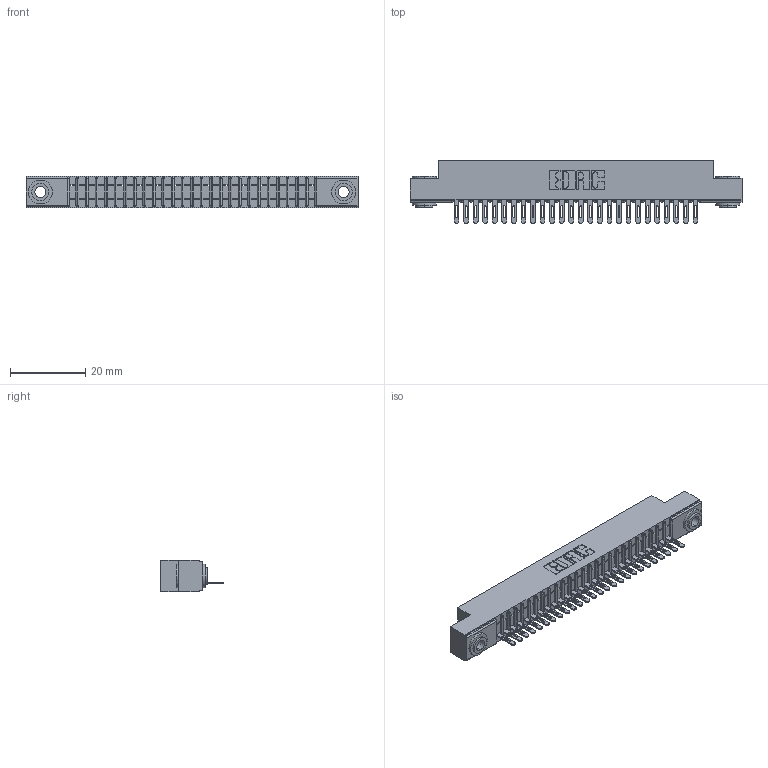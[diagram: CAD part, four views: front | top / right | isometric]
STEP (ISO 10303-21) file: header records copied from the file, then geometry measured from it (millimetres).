
FILE_DESCRIPTION (( 'STEP AP203' ), '1' );
FILE_NAME ('341-026-500-103.STEP', '2018-08-06T18:28:12', ( '' ), ( '' ), 'SwSTEP 2.0', 'SolidWorks 2016', '' );
FILE_SCHEMA (( 'CONFIG_CONTROL_DESIGN' ));
Length unit declared in the file: inch
Products named in the file (4): 341 Part_.156 (3.96) Dia Mounting Holes; 341-292-001_341-292-100; 345-250-002_345-250-002-102; 341-026-500-103
Assembly tree (29 placements, depth 2):
  341-026-500-103
    341 Part_.156 (3.96) Dia Mounting Holes
    341-292-001_341-292-100  x26
    345-250-002_345-250-002-102  x2
Bounding box: 88.27 x 16.69 x 8.38 mm (x, y, z)
Volume: 4862.9 mm3; surface area: 9587.4 mm2
Topology: 29 solids, 29 shells, 2300 faces, 6590 edges, 4230 vertices
Faces by surface type: plane 1366, cylinder 822, sphere 54, torus 50, cone 8
Entity records: 33838 total; most frequent: CARTESIAN_POINT 5717, ORIENTED_EDGE 5696, DIRECTION 5552, EDGE_CURVE 2848, LINE 2270, VECTOR 2270, VERTEX_POINT 1806, AXIS2_PLACEMENT_3D 1641
